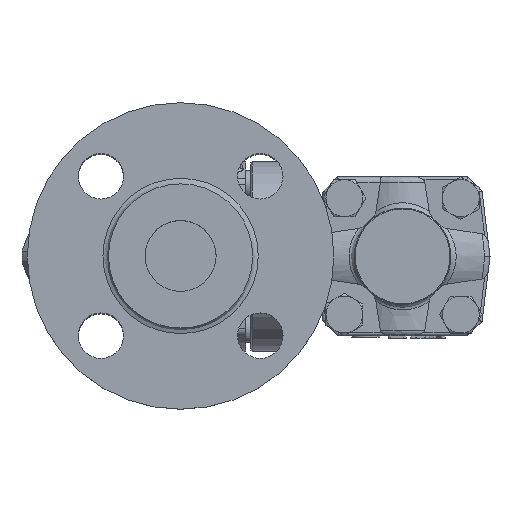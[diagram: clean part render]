
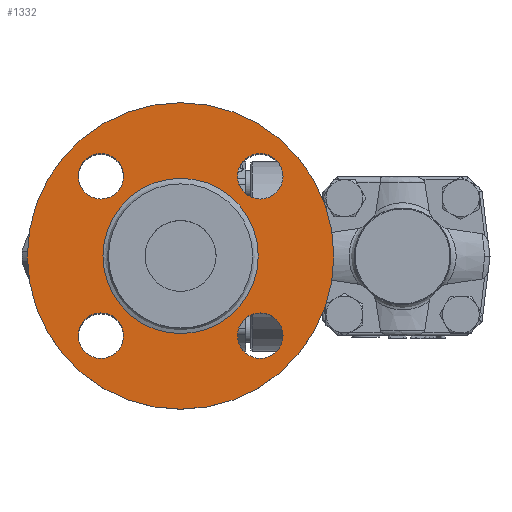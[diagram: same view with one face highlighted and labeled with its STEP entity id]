
A CAD part, top view. The second image highlights one B-rep face of the part: STEP entity #1332.
In plain terms, the highlighted planar face has unit normal (0, 0, 1).
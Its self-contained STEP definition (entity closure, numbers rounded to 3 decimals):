
#1204=CARTESIAN_POINT('',(-24.2,0.0,89.9));
#1205=VERTEX_POINT('',#1204);
#1206=CARTESIAN_POINT('',(-78.2,0.0,89.9));
#1207=DIRECTION('',(0.0,0.0,1.0));
#1208=DIRECTION('',(1.0,0.0,0.0));
#1209=AXIS2_PLACEMENT_3D('',#1206,#1207,#1208);
#1210=CIRCLE('',#1209,54.0);
#1211=EDGE_CURVE('',#1205,#1205,#1210,.T.);
#1254=CARTESIAN_POINT('',(-105.56,0.,89.9));
#1255=VERTEX_POINT('',#1254);
#1256=CARTESIAN_POINT('',(-78.2,0.0,89.9));
#1257=DIRECTION('',(0.,0.,1.0));
#1258=DIRECTION('',(1.0,0.,0.));
#1259=AXIS2_PLACEMENT_3D('',#1256,#1257,#1258);
#1260=CIRCLE('',#1259,27.36);
#1261=EDGE_CURVE('',#1255,#1255,#1260,.T.);
#1277=CARTESIAN_POINT('',(-38.5,0.0,89.9));
#1278=DIRECTION('',(0.,0.0,1.0));
#1279=DIRECTION('',(1.0,0.0,0.));
#1280=AXIS2_PLACEMENT_3D('',#1277,#1278,#1279);
#1281=PLANE('',#1280);
#1282=ORIENTED_EDGE('',*,*,#1211,.T.);
#1283=EDGE_LOOP('',(#1282));
#1284=FACE_OUTER_BOUND('',#1283,.T.);
#1285=CARTESIAN_POINT('',(-42.128,28.072,89.9));
#1286=VERTEX_POINT('',#1285);
#1287=CARTESIAN_POINT('',(-50.128,28.072,89.9));
#1288=DIRECTION('',(0.,0.0,-1.0));
#1289=DIRECTION('',(1.0,0.0,0.));
#1290=AXIS2_PLACEMENT_3D('',#1287,#1288,#1289);
#1291=CIRCLE('',#1290,8.0);
#1292=EDGE_CURVE('',#1286,#1286,#1291,.T.);
#1293=ORIENTED_EDGE('',*,*,#1292,.T.);
#1294=EDGE_LOOP('',(#1293));
#1295=FACE_BOUND('',#1294,.T.);
#1296=CARTESIAN_POINT('',(-106.272,36.072,89.9));
#1297=VERTEX_POINT('',#1296);
#1298=CARTESIAN_POINT('',(-106.272,28.072,89.9));
#1299=DIRECTION('',(0.,0.,-1.0));
#1300=DIRECTION('',(0.,1.0,0.));
#1301=AXIS2_PLACEMENT_3D('',#1298,#1299,#1300);
#1302=CIRCLE('',#1301,8.0);
#1303=EDGE_CURVE('',#1297,#1297,#1302,.T.);
#1304=ORIENTED_EDGE('',*,*,#1303,.T.);
#1305=EDGE_LOOP('',(#1304));
#1306=FACE_BOUND('',#1305,.T.);
#1307=CARTESIAN_POINT('',(-114.272,-28.072,89.9));
#1308=VERTEX_POINT('',#1307);
#1309=CARTESIAN_POINT('',(-106.272,-28.072,89.9));
#1310=DIRECTION('',(0.,0.,-1.0));
#1311=DIRECTION('',(-1.0,0.,0.));
#1312=AXIS2_PLACEMENT_3D('',#1309,#1310,#1311);
#1313=CIRCLE('',#1312,8.0);
#1314=EDGE_CURVE('',#1308,#1308,#1313,.T.);
#1315=ORIENTED_EDGE('',*,*,#1314,.T.);
#1316=EDGE_LOOP('',(#1315));
#1317=FACE_BOUND('',#1316,.T.);
#1318=CARTESIAN_POINT('',(-50.128,-36.072,89.9));
#1319=VERTEX_POINT('',#1318);
#1320=CARTESIAN_POINT('',(-50.128,-28.072,89.9));
#1321=DIRECTION('',(0.,0.,-1.0));
#1322=DIRECTION('',(0.,-1.0,0.));
#1323=AXIS2_PLACEMENT_3D('',#1320,#1321,#1322);
#1324=CIRCLE('',#1323,8.0);
#1325=EDGE_CURVE('',#1319,#1319,#1324,.T.);
#1326=ORIENTED_EDGE('',*,*,#1325,.T.);
#1327=EDGE_LOOP('',(#1326));
#1328=FACE_BOUND('',#1327,.T.);
#1329=ORIENTED_EDGE('',*,*,#1261,.F.);
#1330=EDGE_LOOP('',(#1329));
#1331=FACE_BOUND('',#1330,.T.);
#1332=ADVANCED_FACE('',(#1284,#1295,#1306,#1317,#1328,#1331),#1281,.T.);
